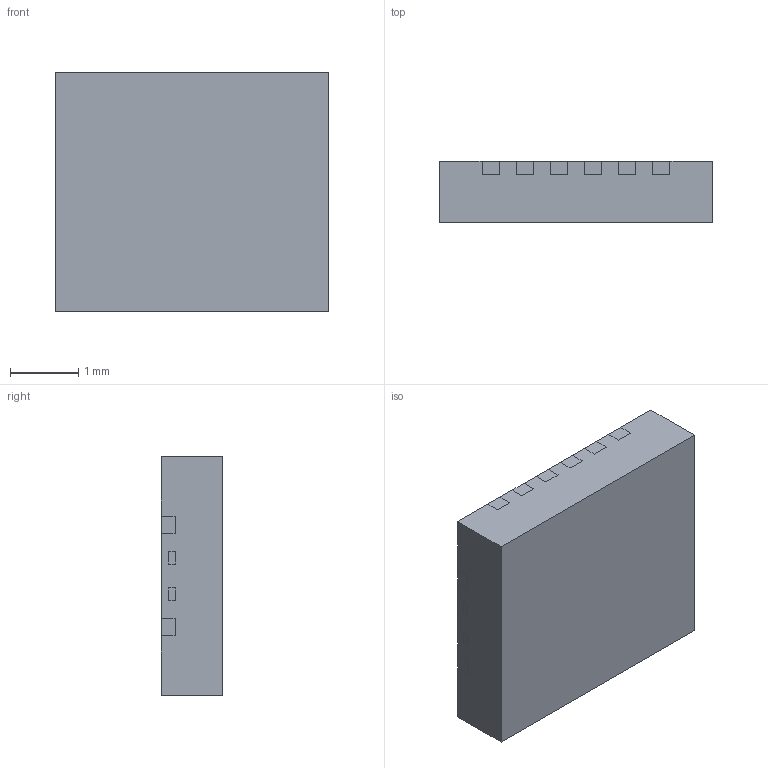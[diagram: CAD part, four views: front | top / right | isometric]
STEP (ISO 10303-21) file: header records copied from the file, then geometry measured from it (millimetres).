
FILE_DESCRIPTION(/* description */ ('Unknown'),/* implementation_level */ '2;1');
FILE_NAME(/* name */ 'QFN4035-16',/* time_stamp */ '2024-10-09T15:52:19+08:00',/* author */ ('Unknown'),/* organization */ ('Unknown'),/* preprocessor_version */ 'ST-DEVELOPER v18.102',/* originating_system */ 'Solid Edge',/* authorisation */ 'Unknown');
FILE_SCHEMA (('AUTOMOTIVE_DESIGN {1 0 10303 214 3 1 1}'));
Length unit declared in the file: millimetre
Products named in the file (3): QFN4035-16; Compound; LDF
Assembly tree (2 placements, depth 2):
  QFN4035-16
    Compound
    LDF
Bounding box: 4 x 0.9 x 3.5 mm (x, y, z)
Volume: 12.6 mm3; surface area: 78 mm2
Topology: 18 solids, 18 shells, 613 faces, 1560 edges, 1040 vertices
Faces by surface type: plane 435, cylinder 178
Full cylindrical faces by diameter (mm): 0.1 x58
Entity records: 18332 total; most frequent: CARTESIAN_POINT 3158, DIRECTION 3090, ORIENTED_EDGE 3004, EDGE_CURVE 1502, LINE 1146, VECTOR 1146, VERTEX_POINT 1040, AXIS2_PLACEMENT_3D 972
